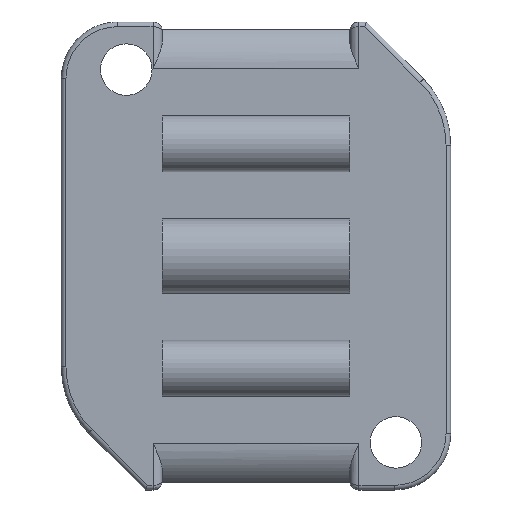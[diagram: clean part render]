
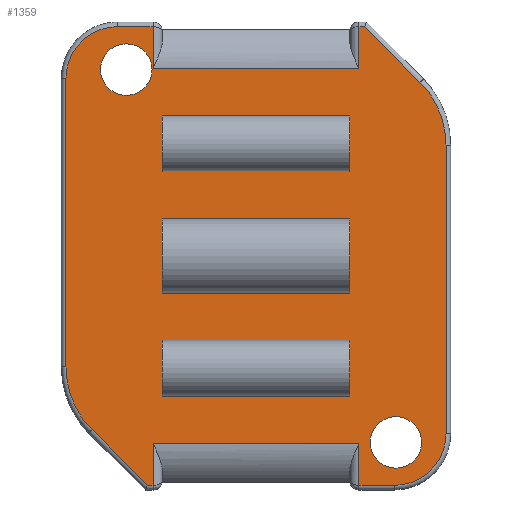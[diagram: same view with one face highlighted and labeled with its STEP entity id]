
A CAD part, front view. The second image highlights one B-rep face of the part: STEP entity #1359.
In plain terms, the highlighted planar face has unit normal (0, -1, 0).
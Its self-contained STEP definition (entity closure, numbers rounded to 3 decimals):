
#2=CARTESIAN_POINT('',(14.942,0.,-19.919));
#3=DIRECTION('',(0.,1.,0.));
#4=DIRECTION('',(0.,0.,1.));
#5=AXIS2_PLACEMENT_3D('',#2,#3,#4);
#7=CARTESIAN_POINT('',(14.942,0.,-19.919));
#8=DIRECTION('',(0.,1.,0.));
#9=DIRECTION('',(0.,0.,-1.));
#10=AXIS2_PLACEMENT_3D('',#7,#8,#9);
#12=CARTESIAN_POINT('',(-13.858,0.,19.919));
#13=DIRECTION('',(0.,1.,0.));
#14=DIRECTION('',(0.,0.,1.));
#15=AXIS2_PLACEMENT_3D('',#12,#13,#14);
#17=CARTESIAN_POINT('',(-13.858,0.,19.919));
#18=DIRECTION('',(0.,1.,0.));
#19=DIRECTION('',(0.,0.,-1.));
#20=AXIS2_PLACEMENT_3D('',#17,#18,#19);
#22=DIRECTION('',(0.,0.,-1.));
#23=VECTOR('',#22,6.);
#24=CARTESIAN_POINT('',(-10.,0.,15.));
#25=LINE('',#24,#23);
#26=DIRECTION('',(1.,0.,0.));
#27=VECTOR('',#26,20.);
#28=CARTESIAN_POINT('',(-10.,0.,9.));
#29=LINE('',#28,#27);
#30=DIRECTION('',(0.,0.,-1.));
#31=VECTOR('',#30,6.);
#32=CARTESIAN_POINT('',(10.,0.,15.));
#33=LINE('',#32,#31);
#34=DIRECTION('',(1.,0.,0.));
#35=VECTOR('',#34,20.);
#36=CARTESIAN_POINT('',(-10.,0.,15.));
#37=LINE('',#36,#35);
#38=DIRECTION('',(0.,0.,-1.));
#39=VECTOR('',#38,8.);
#40=CARTESIAN_POINT('',(-10.,0.,4.));
#41=LINE('',#40,#39);
#42=DIRECTION('',(1.,0.,0.));
#43=VECTOR('',#42,20.);
#44=CARTESIAN_POINT('',(-10.,0.,-4.));
#45=LINE('',#44,#43);
#46=DIRECTION('',(0.,0.,-1.));
#47=VECTOR('',#46,8.);
#48=CARTESIAN_POINT('',(10.,0.,4.));
#49=LINE('',#48,#47);
#50=DIRECTION('',(1.,0.,0.));
#51=VECTOR('',#50,20.);
#52=CARTESIAN_POINT('',(-10.,0.,4.));
#53=LINE('',#52,#51);
#54=DIRECTION('',(0.,0.,-1.));
#55=VECTOR('',#54,6.);
#56=CARTESIAN_POINT('',(-10.,0.,-9.));
#57=LINE('',#56,#55);
#58=DIRECTION('',(1.,0.,0.));
#59=VECTOR('',#58,20.);
#60=CARTESIAN_POINT('',(-10.,0.,-15.));
#61=LINE('',#60,#59);
#62=DIRECTION('',(0.,0.,-1.));
#63=VECTOR('',#62,6.);
#64=CARTESIAN_POINT('',(10.,0.,-9.));
#65=LINE('',#64,#63);
#66=DIRECTION('',(1.,0.,0.));
#67=VECTOR('',#66,20.);
#68=CARTESIAN_POINT('',(-10.,0.,-9.));
#69=LINE('',#68,#67);
#70=DIRECTION('',(-1.,0.,0.));
#71=VECTOR('',#70,3.8);
#72=CARTESIAN_POINT('',(-11.,0.,24.5));
#73=LINE('',#72,#71);
#74=DIRECTION('',(0.,0.,1.));
#75=VECTOR('',#74,4.5);
#76=CARTESIAN_POINT('',(-11.,0.,20.));
#77=LINE('',#76,#75);
#78=DIRECTION('',(0.,0.,-1.));
#79=VECTOR('',#78,4.5);
#80=CARTESIAN_POINT('',(11.,0.,24.5));
#81=LINE('',#80,#79);
#82=DIRECTION('',(-1.,0.,0.));
#83=VECTOR('',#82,0.593);
#84=CARTESIAN_POINT('',(11.593,0.,24.5));
#85=LINE('',#84,#83);
#86=DIRECTION('',(-0.707,0.,0.707));
#87=VECTOR('',#86,8.379);
#88=CARTESIAN_POINT('',(17.518,0.,18.575));
#89=LINE('',#88,#87);
#90=CARTESIAN_POINT('',(10.8,0.,11.858));
#91=DIRECTION('',(0.,-1.,0.));
#92=DIRECTION('',(1.,0.,0.));
#93=AXIS2_PLACEMENT_3D('',#90,#91,#92);
#95=DIRECTION('',(0.,0.,1.));
#96=VECTOR('',#95,30.858);
#97=CARTESIAN_POINT('',(20.3,0.,-19.));
#98=LINE('',#97,#96);
#99=CARTESIAN_POINT('',(14.8,0.,-19.));
#100=DIRECTION('',(0.,-1.,0.));
#101=DIRECTION('',(0.,0.,-1.));
#102=AXIS2_PLACEMENT_3D('',#99,#100,#101);
#104=DIRECTION('',(1.,0.,0.));
#105=VECTOR('',#104,3.8);
#106=CARTESIAN_POINT('',(11.,0.,-24.5));
#107=LINE('',#106,#105);
#108=DIRECTION('',(0.,0.,-1.));
#109=VECTOR('',#108,4.5);
#110=CARTESIAN_POINT('',(11.,0.,-20.));
#111=LINE('',#110,#109);
#112=DIRECTION('',(0.,0.,1.));
#113=VECTOR('',#112,4.5);
#114=CARTESIAN_POINT('',(-11.,0.,-24.5));
#115=LINE('',#114,#113);
#116=DIRECTION('',(1.,0.,0.));
#117=VECTOR('',#116,0.593);
#118=CARTESIAN_POINT('',(-11.593,0.,-24.5));
#119=LINE('',#118,#117);
#120=DIRECTION('',(0.707,0.,-0.707));
#121=VECTOR('',#120,8.379);
#122=CARTESIAN_POINT('',(-17.518,0.,-18.575));
#123=LINE('',#122,#121);
#124=CARTESIAN_POINT('',(-10.8,0.,-11.858));
#125=DIRECTION('',(0.,-1.,0.));
#126=DIRECTION('',(-1.,0.,0.));
#127=AXIS2_PLACEMENT_3D('',#124,#125,#126);
#129=DIRECTION('',(0.,0.,-1.));
#130=VECTOR('',#129,30.858);
#131=CARTESIAN_POINT('',(-20.3,0.,19.));
#132=LINE('',#131,#130);
#133=CARTESIAN_POINT('',(-14.8,0.,19.));
#134=DIRECTION('',(0.,-1.,0.));
#135=DIRECTION('',(0.,0.,1.));
#136=AXIS2_PLACEMENT_3D('',#133,#134,#135);
#375=CARTESIAN_POINT('',(11.,0.,-24.5));
#387=CARTESIAN_POINT('',(11.,0.,-20.));
#415=CARTESIAN_POINT('',(11.,0.,24.5));
#430=CARTESIAN_POINT('',(11.,0.,20.));
#477=DIRECTION('',(-1.,0.,0.));
#478=VECTOR('',#477,22.);
#479=CARTESIAN_POINT('',(11.,0.,20.));
#480=LINE('',#479,#478);
#538=CARTESIAN_POINT('',(-11.,0.,24.5));
#550=CARTESIAN_POINT('',(-11.,0.,20.));
#683=DIRECTION('',(1.,0.,0.));
#684=VECTOR('',#683,22.);
#685=CARTESIAN_POINT('',(-11.,0.,-20.));
#686=LINE('',#685,#684);
#687=CARTESIAN_POINT('',(-11.,0.,-24.5));
#702=CARTESIAN_POINT('',(-11.,0.,-20.));
#1068=VERTEX_POINT('',#550);
#1069=VERTEX_POINT('',#430);
#1070=VERTEX_POINT('',#387);
#1071=VERTEX_POINT('',#702);
#1080=CARTESIAN_POINT('',(-10.,0.,15.));
#1081=CARTESIAN_POINT('',(-10.,0.,9.));
#1082=VERTEX_POINT('',#1080);
#1083=VERTEX_POINT('',#1081);
#1084=CARTESIAN_POINT('',(-10.,0.,4.));
#1085=CARTESIAN_POINT('',(-10.,0.,-4.));
#1086=VERTEX_POINT('',#1084);
#1087=VERTEX_POINT('',#1085);
#1088=CARTESIAN_POINT('',(-10.,0.,-9.));
#1089=CARTESIAN_POINT('',(-10.,0.,-15.));
#1090=VERTEX_POINT('',#1088);
#1091=VERTEX_POINT('',#1089);
#1092=CARTESIAN_POINT('',(10.,0.,15.));
#1093=CARTESIAN_POINT('',(10.,0.,9.));
#1094=VERTEX_POINT('',#1092);
#1095=VERTEX_POINT('',#1093);
#1096=CARTESIAN_POINT('',(10.,0.,4.));
#1097=CARTESIAN_POINT('',(10.,0.,-4.));
#1098=VERTEX_POINT('',#1096);
#1099=VERTEX_POINT('',#1097);
#1100=CARTESIAN_POINT('',(10.,0.,-9.));
#1101=CARTESIAN_POINT('',(10.,0.,-15.));
#1102=VERTEX_POINT('',#1100);
#1103=VERTEX_POINT('',#1101);
#1105=VERTEX_POINT('',#538);
#1107=CARTESIAN_POINT('',(-14.8,0.,24.5));
#1108=VERTEX_POINT('',#1107);
#1111=CARTESIAN_POINT('',(-20.3,0.,19.));
#1112=VERTEX_POINT('',#1111);
#1115=CARTESIAN_POINT('',(-20.3,0.,-11.858));
#1116=VERTEX_POINT('',#1115);
#1119=CARTESIAN_POINT('',(-17.518,0.,-18.575));
#1120=VERTEX_POINT('',#1119);
#1125=CARTESIAN_POINT('',(-11.593,0.,-24.5));
#1126=VERTEX_POINT('',#1125);
#1129=VERTEX_POINT('',#687);
#1132=VERTEX_POINT('',#415);
#1133=CARTESIAN_POINT('',(11.593,0.,24.5));
#1134=VERTEX_POINT('',#1133);
#1138=VERTEX_POINT('',#375);
#1140=CARTESIAN_POINT('',(14.8,0.,-24.5));
#1141=VERTEX_POINT('',#1140);
#1144=CARTESIAN_POINT('',(20.3,0.,-19.));
#1145=VERTEX_POINT('',#1144);
#1148=CARTESIAN_POINT('',(20.3,0.,11.858));
#1149=VERTEX_POINT('',#1148);
#1152=CARTESIAN_POINT('',(17.518,0.,18.575));
#1153=VERTEX_POINT('',#1152);
#1226=CARTESIAN_POINT('',(14.942,0.,-17.169));
#1227=CARTESIAN_POINT('',(14.942,0.,-22.669));
#1228=VERTEX_POINT('',#1226);
#1229=VERTEX_POINT('',#1227);
#1230=CARTESIAN_POINT('',(-13.858,0.,22.669));
#1231=CARTESIAN_POINT('',(-13.858,0.,17.169));
#1232=VERTEX_POINT('',#1230);
#1233=VERTEX_POINT('',#1231);
#1274=CARTESIAN_POINT('',(0.,0.,0.));
#1275=DIRECTION('',(0.,1.,0.));
#1276=DIRECTION('',(1.,0.,0.));
#1277=AXIS2_PLACEMENT_3D('',#1274,#1275,#1276);
#1278=PLANE('',#1277);
#1280=ORIENTED_EDGE('',*,*,#1279,.F.);
#1282=ORIENTED_EDGE('',*,*,#1281,.F.);
#1284=ORIENTED_EDGE('',*,*,#1283,.F.);
#1286=ORIENTED_EDGE('',*,*,#1285,.F.);
#1288=ORIENTED_EDGE('',*,*,#1287,.F.);
#1290=ORIENTED_EDGE('',*,*,#1289,.F.);
#1292=ORIENTED_EDGE('',*,*,#1291,.F.);
#1294=ORIENTED_EDGE('',*,*,#1293,.F.);
#1296=ORIENTED_EDGE('',*,*,#1295,.F.);
#1298=ORIENTED_EDGE('',*,*,#1297,.F.);
#1300=ORIENTED_EDGE('',*,*,#1299,.F.);
#1302=ORIENTED_EDGE('',*,*,#1301,.F.);
#1304=ORIENTED_EDGE('',*,*,#1303,.F.);
#1306=ORIENTED_EDGE('',*,*,#1305,.F.);
#1308=ORIENTED_EDGE('',*,*,#1307,.F.);
#1310=ORIENTED_EDGE('',*,*,#1309,.F.);
#1312=ORIENTED_EDGE('',*,*,#1311,.F.);
#1314=ORIENTED_EDGE('',*,*,#1313,.F.);
#1315=EDGE_LOOP('',(#1280,#1282,#1284,#1286,#1288,#1290,#1292,#1294,#1296,#1298,
#1300,#1302,#1304,#1306,#1308,#1310,#1312,#1314));
#1316=FACE_OUTER_BOUND('',#1315,.F.);
#1318=ORIENTED_EDGE('',*,*,#1317,.F.);
#1320=ORIENTED_EDGE('',*,*,#1319,.F.);
#1321=EDGE_LOOP('',(#1318,#1320));
#1322=FACE_BOUND('',#1321,.F.);
#1324=ORIENTED_EDGE('',*,*,#1323,.T.);
#1326=ORIENTED_EDGE('',*,*,#1325,.T.);
#1328=ORIENTED_EDGE('',*,*,#1327,.F.);
#1330=ORIENTED_EDGE('',*,*,#1329,.F.);
#1331=EDGE_LOOP('',(#1324,#1326,#1328,#1330));
#1332=FACE_BOUND('',#1331,.F.);
#1334=ORIENTED_EDGE('',*,*,#1333,.T.);
#1336=ORIENTED_EDGE('',*,*,#1335,.T.);
#1338=ORIENTED_EDGE('',*,*,#1337,.F.);
#1340=ORIENTED_EDGE('',*,*,#1339,.F.);
#1341=EDGE_LOOP('',(#1334,#1336,#1338,#1340));
#1342=FACE_BOUND('',#1341,.F.);
#1344=ORIENTED_EDGE('',*,*,#1343,.T.);
#1346=ORIENTED_EDGE('',*,*,#1345,.T.);
#1348=ORIENTED_EDGE('',*,*,#1347,.F.);
#1350=ORIENTED_EDGE('',*,*,#1349,.F.);
#1351=EDGE_LOOP('',(#1344,#1346,#1348,#1350));
#1352=FACE_BOUND('',#1351,.F.);
#1354=ORIENTED_EDGE('',*,*,#1353,.F.);
#1356=ORIENTED_EDGE('',*,*,#1355,.F.);
#1357=EDGE_LOOP('',(#1354,#1356));
#1358=FACE_BOUND('',#1357,.F.);
#1359=ADVANCED_FACE('',(#1316,#1322,#1332,#1342,#1352,#1358),#1278,.F.);
#6=CIRCLE('',#5,2.75);
#11=CIRCLE('',#10,2.75);
#16=CIRCLE('',#15,2.75);
#21=CIRCLE('',#20,2.75);
#94=CIRCLE('',#93,9.5);
#103=CIRCLE('',#102,5.5);
#128=CIRCLE('',#127,9.5);
#137=CIRCLE('',#136,5.5);
#1279=EDGE_CURVE('',#1105,#1108,#73,.T.);
#1281=EDGE_CURVE('',#1068,#1105,#77,.T.);
#1283=EDGE_CURVE('',#1069,#1068,#480,.T.);
#1285=EDGE_CURVE('',#1132,#1069,#81,.T.);
#1287=EDGE_CURVE('',#1134,#1132,#85,.T.);
#1289=EDGE_CURVE('',#1153,#1134,#89,.T.);
#1291=EDGE_CURVE('',#1149,#1153,#94,.T.);
#1293=EDGE_CURVE('',#1145,#1149,#98,.T.);
#1295=EDGE_CURVE('',#1141,#1145,#103,.T.);
#1297=EDGE_CURVE('',#1138,#1141,#107,.T.);
#1299=EDGE_CURVE('',#1070,#1138,#111,.T.);
#1301=EDGE_CURVE('',#1071,#1070,#686,.T.);
#1303=EDGE_CURVE('',#1129,#1071,#115,.T.);
#1305=EDGE_CURVE('',#1126,#1129,#119,.T.);
#1307=EDGE_CURVE('',#1120,#1126,#123,.T.);
#1309=EDGE_CURVE('',#1116,#1120,#128,.T.);
#1311=EDGE_CURVE('',#1112,#1116,#132,.T.);
#1313=EDGE_CURVE('',#1108,#1112,#137,.T.);
#1317=EDGE_CURVE('',#1232,#1233,#16,.T.);
#1319=EDGE_CURVE('',#1233,#1232,#21,.T.);
#1323=EDGE_CURVE('',#1082,#1083,#25,.T.);
#1325=EDGE_CURVE('',#1083,#1095,#29,.T.);
#1327=EDGE_CURVE('',#1094,#1095,#33,.T.);
#1329=EDGE_CURVE('',#1082,#1094,#37,.T.);
#1333=EDGE_CURVE('',#1086,#1087,#41,.T.);
#1335=EDGE_CURVE('',#1087,#1099,#45,.T.);
#1337=EDGE_CURVE('',#1098,#1099,#49,.T.);
#1339=EDGE_CURVE('',#1086,#1098,#53,.T.);
#1343=EDGE_CURVE('',#1090,#1091,#57,.T.);
#1345=EDGE_CURVE('',#1091,#1103,#61,.T.);
#1347=EDGE_CURVE('',#1102,#1103,#65,.T.);
#1349=EDGE_CURVE('',#1090,#1102,#69,.T.);
#1353=EDGE_CURVE('',#1228,#1229,#6,.T.);
#1355=EDGE_CURVE('',#1229,#1228,#11,.T.);
